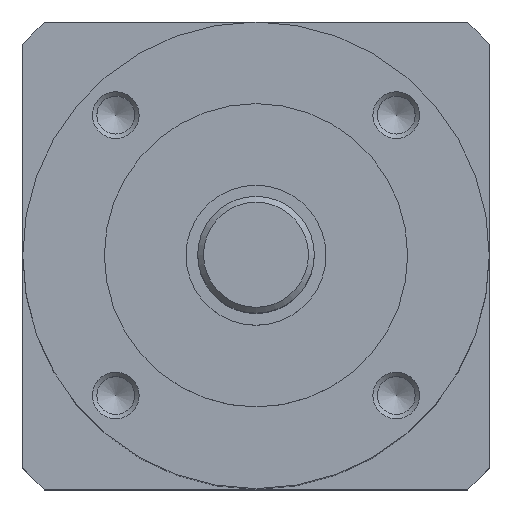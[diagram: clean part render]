
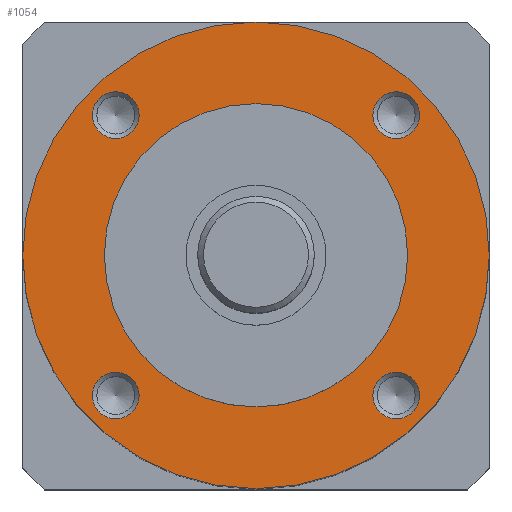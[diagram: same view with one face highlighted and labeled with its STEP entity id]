
A CAD part, top view. The second image highlights one B-rep face of the part: STEP entity #1054.
In plain terms, the highlighted face is planar.
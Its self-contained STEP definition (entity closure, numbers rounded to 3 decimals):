
#86=PLANE('',#1174);
#229=ORIENTED_EDGE('',*,*,#477,.F.);
#230=ORIENTED_EDGE('',*,*,#478,.F.);
#231=ORIENTED_EDGE('',*,*,#479,.F.);
#232=ORIENTED_EDGE('',*,*,#480,.F.);
#233=ORIENTED_EDGE('',*,*,#481,.F.);
#234=ORIENTED_EDGE('',*,*,#472,.T.);
#472=EDGE_CURVE('',#595,#595,#691,.T.);
#477=EDGE_CURVE('',#600,#600,#696,.T.);
#478=EDGE_CURVE('',#601,#601,#697,.T.);
#479=EDGE_CURVE('',#602,#602,#698,.T.);
#480=EDGE_CURVE('',#603,#603,#699,.T.);
#481=EDGE_CURVE('',#604,#604,#700,.T.);
#595=VERTEX_POINT('',#1720);
#600=VERTEX_POINT('',#1731);
#601=VERTEX_POINT('',#1733);
#602=VERTEX_POINT('',#1735);
#603=VERTEX_POINT('',#1737);
#604=VERTEX_POINT('',#1739);
#691=CIRCLE('',#1169,20.);
#696=CIRCLE('',#1175,13.);
#697=CIRCLE('',#1176,2.);
#698=CIRCLE('',#1177,2.);
#699=CIRCLE('',#1178,2.);
#700=CIRCLE('',#1179,2.);
#765=EDGE_LOOP('',(#229));
#766=EDGE_LOOP('',(#230));
#767=EDGE_LOOP('',(#231));
#768=EDGE_LOOP('',(#232));
#769=EDGE_LOOP('',(#233));
#770=EDGE_LOOP('',(#234));
#895=FACE_BOUND('',#765,.T.);
#896=FACE_BOUND('',#766,.T.);
#897=FACE_BOUND('',#767,.T.);
#898=FACE_BOUND('',#768,.T.);
#899=FACE_BOUND('',#769,.T.);
#900=FACE_BOUND('',#770,.T.);
#1054=ADVANCED_FACE('',(#895,#896,#897,#898,#899,#900),#86,.F.);
#1169=AXIS2_PLACEMENT_3D('',#1719,#1348,#1349);
#1174=AXIS2_PLACEMENT_3D('',#1729,#1358,#1359);
#1175=AXIS2_PLACEMENT_3D('',#1730,#1360,#1361);
#1176=AXIS2_PLACEMENT_3D('',#1732,#1362,#1363);
#1177=AXIS2_PLACEMENT_3D('',#1734,#1364,#1365);
#1178=AXIS2_PLACEMENT_3D('',#1736,#1366,#1367);
#1179=AXIS2_PLACEMENT_3D('',#1738,#1368,#1369);
#1348=DIRECTION('',(1.,0.,0.));
#1349=DIRECTION('',(0.,0.,-1.));
#1358=DIRECTION('',(-1.,0.,0.));
#1359=DIRECTION('',(0.,0.,1.));
#1360=DIRECTION('',(1.,0.,0.));
#1361=DIRECTION('',(0.,0.,-1.));
#1362=DIRECTION('',(1.,0.,0.));
#1363=DIRECTION('',(0.,0.,-1.));
#1364=DIRECTION('',(1.,0.,0.));
#1365=DIRECTION('',(0.,0.,-1.));
#1366=DIRECTION('',(1.,0.,0.));
#1367=DIRECTION('',(0.,0.,-1.));
#1368=DIRECTION('',(1.,0.,0.));
#1369=DIRECTION('',(0.,0.,-1.));
#1719=CARTESIAN_POINT('',(0.,0.,0.));
#1720=CARTESIAN_POINT('',(0.,0.,-20.));
#1729=CARTESIAN_POINT('',(0.,20.,0.));
#1730=CARTESIAN_POINT('',(0.,0.,0.));
#1731=CARTESIAN_POINT('',(0.,0.,-13.));
#1732=CARTESIAN_POINT('',(0.,-12.021,-12.021));
#1733=CARTESIAN_POINT('',(0.,-12.021,-14.021));
#1734=CARTESIAN_POINT('',(0.,12.021,-12.021));
#1735=CARTESIAN_POINT('',(0.,12.021,-14.021));
#1736=CARTESIAN_POINT('',(0.,-12.021,12.021));
#1737=CARTESIAN_POINT('',(0.,-12.021,10.021));
#1738=CARTESIAN_POINT('',(0.,12.021,12.021));
#1739=CARTESIAN_POINT('',(0.,12.021,10.021));
